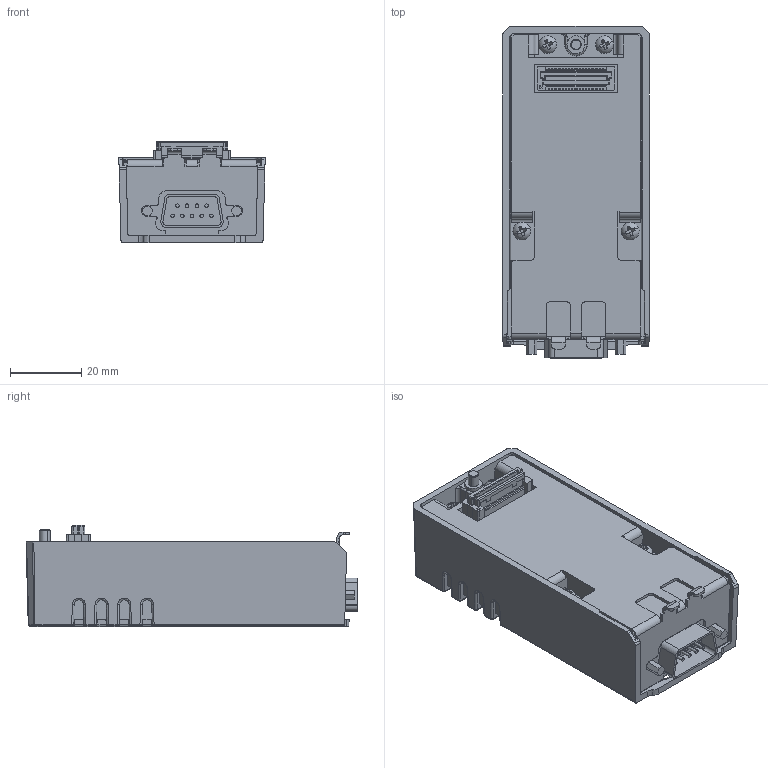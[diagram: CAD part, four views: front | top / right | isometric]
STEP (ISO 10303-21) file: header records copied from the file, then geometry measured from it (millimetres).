
FILE_DESCRIPTION (( 'STEP AP203' ), '1' );
FILE_NAME ('PLCM04-06 for customers.STEP', '2020-05-05T08:21:10', ( '' ), ( '' ), 'SwSTEP 2.0', 'SolidWorks 2020', '' );
FILE_SCHEMA (( 'CONFIG_CONTROL_DESIGN' ));
Products named in the file (1): PLCM04-06 for customers
Bounding box: 41.2 x 93.45 x 28.45 mm (x, y, z)
Volume: 79267.2 mm3; surface area: 22322 mm2
Topology: 1 solids, 3 shells, 2139 faces, 5680 edges, 3548 vertices
Faces by surface type: plane 1486, cylinder 364, bspline 155, torus 53, sphere 52, cone 29
Entity records: 70567 total; most frequent: CARTESIAN_POINT 18850, ORIENTED_EDGE 11308, DIRECTION 9949, EDGE_CURVE 5654, LINE 4375, VECTOR 4375, VERTEX_POINT 3548, AXIS2_PLACEMENT_3D 2787
